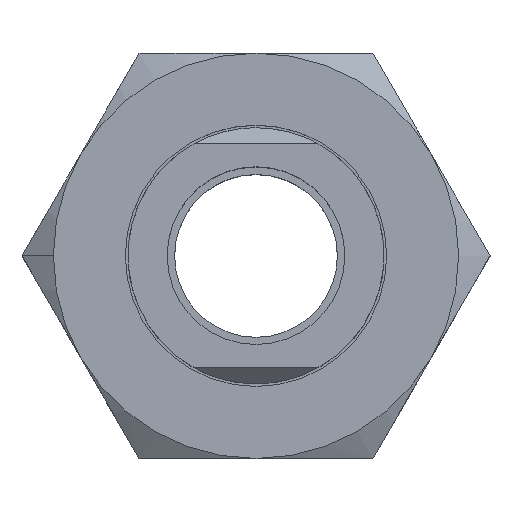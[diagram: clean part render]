
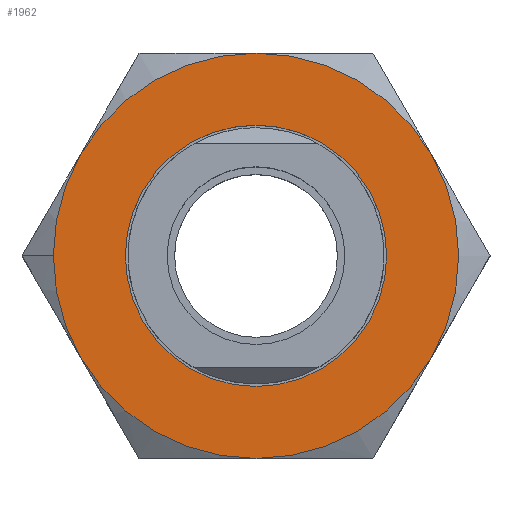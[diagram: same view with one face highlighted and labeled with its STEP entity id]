
A CAD part, top view. The second image highlights one B-rep face of the part: STEP entity #1962.
In plain terms, the highlighted planar face has unit normal (0, 0, 1).
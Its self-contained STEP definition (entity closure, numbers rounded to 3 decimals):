
#523 = VERTEX_POINT ( 'NONE', #2160 ) ;
#525 = EDGE_CURVE ( 'NONE', #536, #599, #2161, .T. ) ;
#536 = VERTEX_POINT ( 'NONE', #2226 ) ;
#543 = VERTEX_POINT ( 'NONE', #2254 ) ;
#546 = EDGE_CURVE ( 'NONE', #543, #523, #2246, .T. ) ;
#599 = VERTEX_POINT ( 'NONE', #978 ) ;
#632 = VERTEX_POINT ( 'NONE', #999 ) ;
#978 = CARTESIAN_POINT ( 'NONE',  ( -16.454, -9.5, 9. ) ) ;
#999 = CARTESIAN_POINT ( 'NONE',  ( 0., 19., 9. ) ) ;
#1603 = CARTESIAN_POINT ( 'NONE',  ( 0., 0., 9. ) ) ;
#1606 = DIRECTION ( 'NONE',  ( 0., 0., 1. ) ) ;
#1607 = CARTESIAN_POINT ( 'NONE',  ( 0., 0., 9. ) ) ;
#1608 = AXIS2_PLACEMENT_3D ( 'NONE', #1607, #1606, #1632 ) ;
#1609 = CIRCLE ( 'NONE', #1608, 19. ) ;
#1613 = CIRCLE ( 'NONE', #1650, 19. ) ;
#1632 = DIRECTION ( 'NONE',  ( 1., 0., 0. ) ) ;
#1641 = DIRECTION ( 'NONE',  ( 1., 0., 0. ) ) ;
#1650 = AXIS2_PLACEMENT_3D ( 'NONE', #1603, #1657, #1641 ) ;
#1657 = DIRECTION ( 'NONE',  ( 0., 0., 1. ) ) ;
#1737 = AXIS2_PLACEMENT_3D ( 'NONE', #1744, #1743, #1742 ) ;
#1738 = CIRCLE ( 'NONE', #1737, 19. ) ;
#1742 = DIRECTION ( 'NONE',  ( 1., 0., 0. ) ) ;
#1743 = DIRECTION ( 'NONE',  ( 0., 0., 1. ) ) ;
#1744 = CARTESIAN_POINT ( 'NONE',  ( 0., 0., 9. ) ) ;
#1766 = CARTESIAN_POINT ( 'NONE',  ( 0., -19., 9. ) ) ;
#1783 = CARTESIAN_POINT ( 'NONE',  ( -16.454, 9.5, 9. ) ) ;
#1826 = EDGE_CURVE ( 'NONE', #1878, #536, #1613, .T. ) ;
#1857 = EDGE_CURVE ( 'NONE', #599, #1870, #1609, .T. ) ;
#1865 = EDGE_CURVE ( 'NONE', #1870, #1909, #1738, .T. ) ;
#1870 = VERTEX_POINT ( 'NONE', #1766 ) ;
#1878 = VERTEX_POINT ( 'NONE', #1783 ) ;
#1892 = EDGE_CURVE ( 'NONE', #632, #1878, #2053, .T. ) ;
#1898 = VERTEX_POINT ( 'NONE', #2050 ) ;
#1899 = EDGE_CURVE ( 'NONE', #1898, #632, #2048, .T. ) ;
#1908 = EDGE_CURVE ( 'NONE', #1909, #1898, #2021, .T. ) ;
#1909 = VERTEX_POINT ( 'NONE', #2010 ) ;
#1932 = ORIENTED_EDGE ( 'NONE', *, *, #1892, .T. ) ;
#1933 = ORIENTED_EDGE ( 'NONE', *, *, #1899, .T. ) ;
#1950 = EDGE_LOOP ( 'NONE', ( #1953, #1968 ) ) ;
#1953 = ORIENTED_EDGE ( 'NONE', *, *, #1961, .F. ) ;
#1954 = ORIENTED_EDGE ( 'NONE', *, *, #525, .T. ) ;
#1955 = ORIENTED_EDGE ( 'NONE', *, *, #1826, .T. ) ;
#1961 = EDGE_CURVE ( 'NONE', #523, #543, #2167, .T. ) ;
#1962 = ADVANCED_FACE ( 'NONE', ( #2199, #2198 ), #2203, .F. ) ;
#1966 = ORIENTED_EDGE ( 'NONE', *, *, #1908, .T. ) ;
#1967 = ORIENTED_EDGE ( 'NONE', *, *, #1857, .T. ) ;
#1968 = ORIENTED_EDGE ( 'NONE', *, *, #546, .F. ) ;
#1969 = EDGE_LOOP ( 'NONE', ( #1933, #1932, #1955, #1954, #1967, #1973, #1966 ) ) ;
#1973 = ORIENTED_EDGE ( 'NONE', *, *, #1865, .T. ) ;
#1975 = AXIS2_PLACEMENT_3D ( 'NONE', #1977, #1976, #1978 ) ;
#1976 = DIRECTION ( 'NONE',  ( 0., 0., 1. ) ) ;
#1977 = CARTESIAN_POINT ( 'NONE',  ( 0., 0., 9. ) ) ;
#1978 = DIRECTION ( 'NONE',  ( 1., 0., 0. ) ) ;
#2010 = CARTESIAN_POINT ( 'NONE',  ( 16.454, -9.5, 9. ) ) ;
#2012 = DIRECTION ( 'NONE',  ( 1., 0., 0. ) ) ;
#2013 = DIRECTION ( 'NONE',  ( 0., 0., 1. ) ) ;
#2014 = CARTESIAN_POINT ( 'NONE',  ( 0., 0., 9. ) ) ;
#2015 = AXIS2_PLACEMENT_3D ( 'NONE', #2014, #2013, #2012 ) ;
#2018 = DIRECTION ( 'NONE',  ( 0., 0., 1. ) ) ;
#2019 = CARTESIAN_POINT ( 'NONE',  ( 0., 0., 9. ) ) ;
#2020 = AXIS2_PLACEMENT_3D ( 'NONE', #2019, #2018, #2101 ) ;
#2021 = CIRCLE ( 'NONE', #2020, 19. ) ;
#2033 = DIRECTION ( 'NONE',  ( 1., 0., 0. ) ) ;
#2034 = DIRECTION ( 'NONE',  ( 0., 0., 1. ) ) ;
#2048 = CIRCLE ( 'NONE', #2015, 19. ) ;
#2050 = CARTESIAN_POINT ( 'NONE',  ( 16.454, 9.5, 9. ) ) ;
#2051 = CARTESIAN_POINT ( 'NONE',  ( 0., 0., 9. ) ) ;
#2052 = AXIS2_PLACEMENT_3D ( 'NONE', #2051, #2034, #2033 ) ;
#2053 = CIRCLE ( 'NONE', #2052, 19. ) ;
#2101 = DIRECTION ( 'NONE',  ( 1., 0., 0. ) ) ;
#2160 = CARTESIAN_POINT ( 'NONE',  ( 12.25, 0., 9. ) ) ;
#2161 = CIRCLE ( 'NONE', #2165, 19. ) ;
#2162 = DIRECTION ( 'NONE',  ( 1., 0., 0. ) ) ;
#2163 = DIRECTION ( 'NONE',  ( 0., 0., 1. ) ) ;
#2164 = CARTESIAN_POINT ( 'NONE',  ( 0., 0., 9. ) ) ;
#2165 = AXIS2_PLACEMENT_3D ( 'NONE', #2164, #2163, #2162 ) ;
#2167 = CIRCLE ( 'NONE', #1975, 12.25 ) ;
#2197 = CARTESIAN_POINT ( 'NONE',  ( 0., 19., 9. ) ) ;
#2198 = FACE_OUTER_BOUND ( 'NONE', #1969, .T. ) ;
#2199 = FACE_BOUND ( 'NONE', #1950, .T. ) ;
#2200 = DIRECTION ( 'NONE',  ( -1., 0., 0. ) ) ;
#2201 = DIRECTION ( 'NONE',  ( 0., 0., -1. ) ) ;
#2202 = AXIS2_PLACEMENT_3D ( 'NONE', #2197, #2201, #2200 ) ;
#2203 = PLANE ( 'NONE',  #2202 ) ;
#2226 = CARTESIAN_POINT ( 'NONE',  ( -19., 0., 9. ) ) ;
#2239 = DIRECTION ( 'NONE',  ( 0., 0., 1. ) ) ;
#2240 = CARTESIAN_POINT ( 'NONE',  ( 0., 0., 9. ) ) ;
#2241 = AXIS2_PLACEMENT_3D ( 'NONE', #2240, #2239, #2253 ) ;
#2246 = CIRCLE ( 'NONE', #2241, 12.25 ) ;
#2253 = DIRECTION ( 'NONE',  ( 1., 0., 0. ) ) ;
#2254 = CARTESIAN_POINT ( 'NONE',  ( -12.25, 0., 9. ) ) ;
